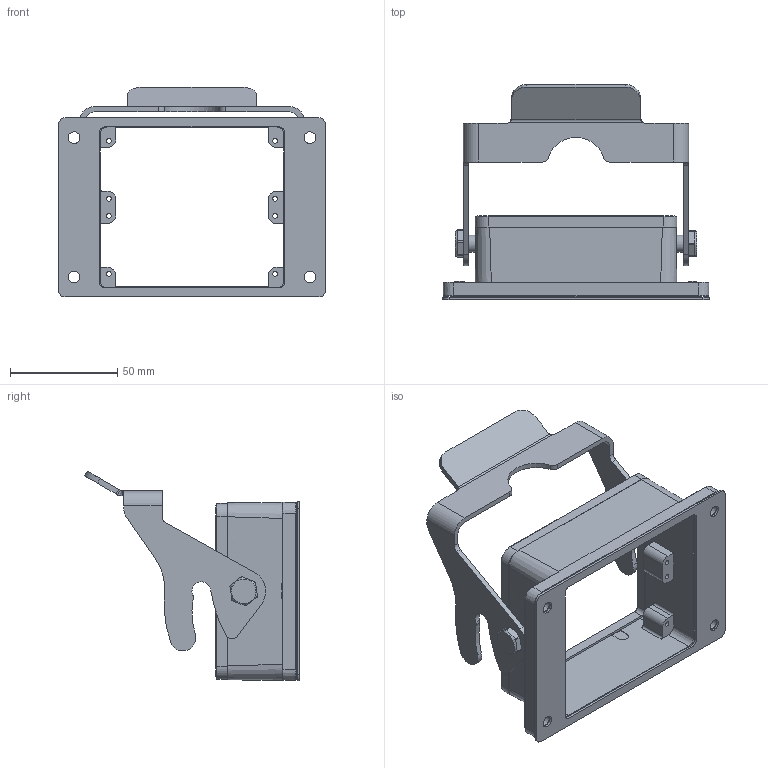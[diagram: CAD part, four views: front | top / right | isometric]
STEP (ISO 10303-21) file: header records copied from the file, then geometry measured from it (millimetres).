
FILE_DESCRIPTION(/* description */ (''),/* implementation_level */ '2;1');
FILE_NAME(/* name */ '3D_1240323251001_HV32B-BK-1L_S_V1.1.stp',/* time_stamp */ '2024-02-02T14:56:05+08:00',/* author */ (''),/* organization */ (''),/* preprocessor_version */ 'ST-DEVELOPER v18.1',/* originating_system */ 'SIEMENS PLM Software NX 1980',/* authorisation */ '');
FILE_SCHEMA (('AP203_CONFIGURATION_CONTROLLED_3D_DESIGN_OF_MECHANICAL_PARTS_AND_ASSEMBLIES_MIM_LF { 1 0 10303 403 2 1 2}'));
Length unit declared in the file: millimetre
Products named in the file (1): 32B-BK_stp
Bounding box: 124.4 x 100.17 x 97.81 mm (x, y, z)
Volume: 90216.9 mm3; surface area: 62363.4 mm2
Topology: 1 solids, 1 shells, 465 faces, 1279 edges, 837 vertices
Faces by surface type: plane 201, cylinder 163, cone 46, torus 32, bspline 23
Full cylindrical faces by diameter (mm): 4.8 x2, 4.891 x2, 5.5 x4, 7.9 x2, 8.1 x2
Entity records: 18580 total; most frequent: CARTESIAN_POINT 5931, ORIENTED_EDGE 2448, DIRECTION 2394, EDGE_CURVE 1224, AXIS2_PLACEMENT_3D 884, VERTEX_POINT 814, LINE 626, VECTOR 626
